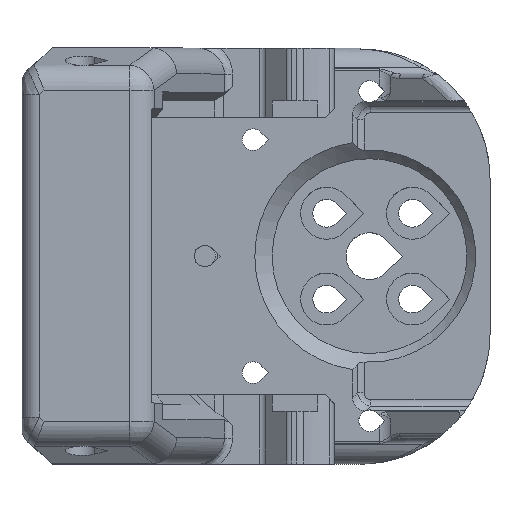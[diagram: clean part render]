
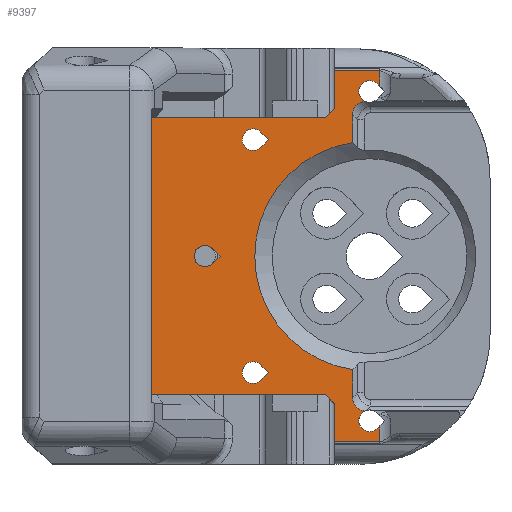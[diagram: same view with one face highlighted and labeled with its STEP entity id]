
A CAD part, top view. The second image highlights one B-rep face of the part: STEP entity #9397.
In plain terms, the highlighted planar face has unit normal (0, 0, 1).
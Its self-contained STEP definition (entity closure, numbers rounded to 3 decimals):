
#183=ELLIPSE('',#9945,3.104,2.);
#184=ELLIPSE('',#9948,3.104,2.);
#657=FACE_BOUND('',#1537,.T.);
#658=FACE_BOUND('',#1538,.T.);
#659=FACE_BOUND('',#1539,.T.);
#753=PLANE('',#9943);
#1018=FACE_OUTER_BOUND('',#1536,.T.);
#1536=EDGE_LOOP('',(#6564,#6565,#6566,#6567,#6568,#6569,#6570,#6571,#6572,
#6573,#6574,#6575,#6576,#6577,#6578,#6579,#6580,#6581,#6582,#6583,#6584));
#1537=EDGE_LOOP('',(#6585,#6586,#6587));
#1538=EDGE_LOOP('',(#6588,#6589,#6590));
#1539=EDGE_LOOP('',(#6591,#6592,#6593));
#2139=LINE('',#12714,#3036);
#2145=LINE('',#12738,#3042);
#2146=LINE('',#12740,#3043);
#2147=LINE('',#12742,#3044);
#2148=LINE('',#12744,#3045);
#2149=LINE('',#12746,#3046);
#2150=LINE('',#12748,#3047);
#2151=LINE('',#12750,#3048);
#2152=LINE('',#12752,#3049);
#2153=LINE('',#12754,#3050);
#2154=LINE('',#12756,#3051);
#2155=LINE('',#12758,#3052);
#2156=LINE('',#12760,#3053);
#2157=LINE('',#12766,#3054);
#2158=LINE('',#12772,#3055);
#2159=LINE('',#12778,#3056);
#2160=LINE('',#12779,#3057);
#2161=LINE('',#12782,#3058);
#2162=LINE('',#12785,#3059);
#2163=LINE('',#12788,#3060);
#2164=LINE('',#12791,#3061);
#3036=VECTOR('',#10611,10.);
#3042=VECTOR('',#10625,10.);
#3043=VECTOR('',#10626,10.);
#3044=VECTOR('',#10627,1000.);
#3045=VECTOR('',#10628,1000.);
#3046=VECTOR('',#10629,1000.);
#3047=VECTOR('',#10630,1000.);
#3048=VECTOR('',#10631,1000.);
#3049=VECTOR('',#10632,1000.);
#3050=VECTOR('',#10633,10.);
#3051=VECTOR('',#10634,10.);
#3052=VECTOR('',#10635,10.);
#3053=VECTOR('',#10636,10.);
#3054=VECTOR('',#10641,10.);
#3055=VECTOR('',#10646,10.);
#3056=VECTOR('',#10651,10.);
#3057=VECTOR('',#10652,10.);
#3058=VECTOR('',#10653,10.);
#3059=VECTOR('',#10656,10.);
#3060=VECTOR('',#10657,10.);
#3061=VECTOR('',#10660,10.);
#3910=CIRCLE('',#9936,1.25);
#3912=CIRCLE('',#9944,1.25);
#3913=CIRCLE('',#9946,13.243);
#3914=CIRCLE('',#9947,13.243);
#3915=CIRCLE('',#9949,1.25);
#3916=CIRCLE('',#9950,1.25);
#3917=CIRCLE('',#9951,1.25);
#4094=VERTEX_POINT('',#12685);
#4100=VERTEX_POINT('',#12701);
#4104=VERTEX_POINT('',#12713);
#4110=VERTEX_POINT('',#12737);
#4111=VERTEX_POINT('',#12739);
#4112=VERTEX_POINT('',#12741);
#4113=VERTEX_POINT('',#12743);
#4114=VERTEX_POINT('',#12745);
#4115=VERTEX_POINT('',#12747);
#4116=VERTEX_POINT('',#12749);
#4117=VERTEX_POINT('',#12751);
#4118=VERTEX_POINT('',#12753);
#4119=VERTEX_POINT('',#12755);
#4120=VERTEX_POINT('',#12757);
#4121=VERTEX_POINT('',#12759);
#4122=VERTEX_POINT('',#12761);
#4123=VERTEX_POINT('',#12763);
#4124=VERTEX_POINT('',#12765);
#4125=VERTEX_POINT('',#12767);
#4126=VERTEX_POINT('',#12769);
#4127=VERTEX_POINT('',#12771);
#4128=VERTEX_POINT('',#12774);
#4129=VERTEX_POINT('',#12775);
#4130=VERTEX_POINT('',#12777);
#4131=VERTEX_POINT('',#12780);
#4132=VERTEX_POINT('',#12781);
#4133=VERTEX_POINT('',#12783);
#4134=VERTEX_POINT('',#12786);
#4135=VERTEX_POINT('',#12787);
#4136=VERTEX_POINT('',#12789);
#5061=EDGE_CURVE('',#4100,#4094,#3910,.T.);
#5066=EDGE_CURVE('',#4104,#4100,#2139,.T.);
#5075=EDGE_CURVE('',#4104,#4110,#2145,.F.);
#5076=EDGE_CURVE('',#4111,#4110,#2146,.T.);
#5077=EDGE_CURVE('',#4112,#4111,#2147,.T.);
#5078=EDGE_CURVE('',#4112,#4113,#2148,.T.);
#5079=EDGE_CURVE('',#4114,#4113,#2149,.T.);
#5080=EDGE_CURVE('',#4115,#4114,#2150,.T.);
#5081=EDGE_CURVE('',#4115,#4116,#2151,.T.);
#5082=EDGE_CURVE('',#4117,#4116,#2152,.T.);
#5083=EDGE_CURVE('',#4118,#4117,#2153,.T.);
#5084=EDGE_CURVE('',#4119,#4118,#2154,.T.);
#5085=EDGE_CURVE('',#4120,#4119,#2155,.T.);
#5086=EDGE_CURVE('',#4121,#4120,#2156,.T.);
#5087=EDGE_CURVE('',#4122,#4121,#3912,.T.);
#5088=EDGE_CURVE('',#4123,#4122,#183,.T.);
#5089=EDGE_CURVE('',#4123,#4124,#2157,.T.);
#5090=EDGE_CURVE('',#4124,#4125,#3913,.T.);
#5091=EDGE_CURVE('',#4125,#4126,#3914,.T.);
#5092=EDGE_CURVE('',#4126,#4127,#2158,.T.);
#5093=EDGE_CURVE('',#4094,#4127,#184,.T.);
#5094=EDGE_CURVE('',#4128,#4129,#3915,.T.);
#5095=EDGE_CURVE('',#4129,#4130,#2159,.T.);
#5096=EDGE_CURVE('',#4130,#4128,#2160,.T.);
#5097=EDGE_CURVE('',#4131,#4132,#2161,.T.);
#5098=EDGE_CURVE('',#4132,#4133,#3916,.T.);
#5099=EDGE_CURVE('',#4133,#4131,#2162,.T.);
#5100=EDGE_CURVE('',#4134,#4135,#2163,.T.);
#5101=EDGE_CURVE('',#4135,#4136,#3917,.T.);
#5102=EDGE_CURVE('',#4136,#4134,#2164,.T.);
#6564=ORIENTED_EDGE('',*,*,#5061,.F.);
#6565=ORIENTED_EDGE('',*,*,#5066,.F.);
#6566=ORIENTED_EDGE('',*,*,#5075,.T.);
#6567=ORIENTED_EDGE('',*,*,#5076,.F.);
#6568=ORIENTED_EDGE('',*,*,#5077,.F.);
#6569=ORIENTED_EDGE('',*,*,#5078,.T.);
#6570=ORIENTED_EDGE('',*,*,#5079,.F.);
#6571=ORIENTED_EDGE('',*,*,#5080,.F.);
#6572=ORIENTED_EDGE('',*,*,#5081,.T.);
#6573=ORIENTED_EDGE('',*,*,#5082,.F.);
#6574=ORIENTED_EDGE('',*,*,#5083,.F.);
#6575=ORIENTED_EDGE('',*,*,#5084,.F.);
#6576=ORIENTED_EDGE('',*,*,#5085,.F.);
#6577=ORIENTED_EDGE('',*,*,#5086,.F.);
#6578=ORIENTED_EDGE('',*,*,#5087,.F.);
#6579=ORIENTED_EDGE('',*,*,#5088,.F.);
#6580=ORIENTED_EDGE('',*,*,#5089,.T.);
#6581=ORIENTED_EDGE('',*,*,#5090,.T.);
#6582=ORIENTED_EDGE('',*,*,#5091,.T.);
#6583=ORIENTED_EDGE('',*,*,#5092,.T.);
#6584=ORIENTED_EDGE('',*,*,#5093,.F.);
#6585=ORIENTED_EDGE('',*,*,#5094,.T.);
#6586=ORIENTED_EDGE('',*,*,#5095,.T.);
#6587=ORIENTED_EDGE('',*,*,#5096,.T.);
#6588=ORIENTED_EDGE('',*,*,#5097,.T.);
#6589=ORIENTED_EDGE('',*,*,#5098,.T.);
#6590=ORIENTED_EDGE('',*,*,#5099,.T.);
#6591=ORIENTED_EDGE('',*,*,#5100,.T.);
#6592=ORIENTED_EDGE('',*,*,#5101,.T.);
#6593=ORIENTED_EDGE('',*,*,#5102,.T.);
#9397=ADVANCED_FACE('',(#1018,#657,#658,#659),#753,.T.);
#9936=AXIS2_PLACEMENT_3D('',#12703,#10600,#10601);
#9943=AXIS2_PLACEMENT_3D('',#12736,#10623,#10624);
#9944=AXIS2_PLACEMENT_3D('',#12762,#10637,#10638);
#9945=AXIS2_PLACEMENT_3D('',#12764,#10639,#10640);
#9946=AXIS2_PLACEMENT_3D('',#12768,#10642,#10643);
#9947=AXIS2_PLACEMENT_3D('',#12770,#10644,#10645);
#9948=AXIS2_PLACEMENT_3D('',#12773,#10647,#10648);
#9949=AXIS2_PLACEMENT_3D('',#12776,#10649,#10650);
#9950=AXIS2_PLACEMENT_3D('',#12784,#10654,#10655);
#9951=AXIS2_PLACEMENT_3D('',#12790,#10658,#10659);
#10600=DIRECTION('center_axis',(0.,0.,1.));
#10601=DIRECTION('ref_axis',(0.707,-0.707,0.));
#10611=DIRECTION('',(-0.707,0.707,0.));
#10623=DIRECTION('center_axis',(0.,0.,1.));
#10624=DIRECTION('ref_axis',(1.,0.,0.));
#10625=DIRECTION('',(0.,-1.,0.));
#10626=DIRECTION('',(1.,0.,0.));
#10627=DIRECTION('',(0.,1.,0.));
#10628=DIRECTION('',(-0.707,-0.707,0.));
#10629=DIRECTION('',(1.,0.,0.));
#10630=DIRECTION('',(0.,1.,0.));
#10631=DIRECTION('',(1.,0.,0.));
#10632=DIRECTION('',(-0.707,0.707,0.));
#10633=DIRECTION('',(0.,1.,0.));
#10634=DIRECTION('',(-1.,0.,0.));
#10635=DIRECTION('',(0.,-1.,0.));
#10636=DIRECTION('',(0.707,0.707,0.));
#10637=DIRECTION('center_axis',(0.,0.,1.));
#10638=DIRECTION('ref_axis',(0.707,-0.707,0.));
#10639=DIRECTION('center_axis',(0.,0.,1.));
#10640=DIRECTION('ref_axis',(-0.707,-0.707,0.));
#10641=DIRECTION('',(0.,1.,0.));
#10642=DIRECTION('center_axis',(0.,0.,-1.));
#10643=DIRECTION('ref_axis',(1.,0.,0.));
#10644=DIRECTION('center_axis',(0.,0.,-1.));
#10645=DIRECTION('ref_axis',(1.,0.,0.));
#10646=DIRECTION('',(0.,1.,0.));
#10647=DIRECTION('center_axis',(0.,0.,1.));
#10648=DIRECTION('ref_axis',(-0.707,0.707,0.));
#10649=DIRECTION('center_axis',(0.,0.,-1.));
#10650=DIRECTION('ref_axis',(0.707,-0.707,0.));
#10651=DIRECTION('',(0.707,-0.707,0.));
#10652=DIRECTION('',(-0.707,-0.707,0.));
#10653=DIRECTION('',(-0.707,-0.707,0.));
#10654=DIRECTION('center_axis',(0.,0.,-1.));
#10655=DIRECTION('ref_axis',(0.707,-0.707,0.));
#10656=DIRECTION('',(0.707,-0.707,0.));
#10657=DIRECTION('',(-0.707,-0.707,0.));
#10658=DIRECTION('center_axis',(0.,0.,-1.));
#10659=DIRECTION('ref_axis',(0.707,-0.707,0.));
#10660=DIRECTION('',(0.707,-0.707,0.));
#12685=CARTESIAN_POINT('',(19.638,17.838,11.));
#12701=CARTESIAN_POINT('',(20.984,19.884,11.));
#12703=CARTESIAN_POINT('Origin',(20.1,19.,11.));
#12713=CARTESIAN_POINT('',(21.276,19.592,11.));
#12714=CARTESIAN_POINT('',(21.151,19.717,11.));
#12736=CARTESIAN_POINT('Origin',(0.,0.,11.));
#12737=CARTESIAN_POINT('',(21.276,21.396,11.));
#12738=CARTESIAN_POINT('',(21.276,8.95,11.));
#12739=CARTESIAN_POINT('',(16.,21.396,11.));
#12740=CARTESIAN_POINT('',(-35.,21.396,11.));
#12741=CARTESIAN_POINT('',(16.,17.,11.));
#12742=CARTESIAN_POINT('',(16.,24.,11.));
#12743=CARTESIAN_POINT('',(15.,16.,11.));
#12744=CARTESIAN_POINT('',(16.,17.,11.));
#12745=CARTESIAN_POINT('',(-15.,16.,11.));
#12746=CARTESIAN_POINT('',(-25.385,16.,11.));
#12747=CARTESIAN_POINT('',(-15.,-16.,11.));
#12748=CARTESIAN_POINT('',(-15.,0.,11.));
#12749=CARTESIAN_POINT('',(15.,-16.,11.));
#12750=CARTESIAN_POINT('',(-25.385,-16.,11.));
#12751=CARTESIAN_POINT('',(16.,-17.,11.));
#12752=CARTESIAN_POINT('',(16.,-17.,11.));
#12753=CARTESIAN_POINT('',(16.,-21.396,11.));
#12754=CARTESIAN_POINT('',(16.,-12.,11.));
#12755=CARTESIAN_POINT('',(21.276,-21.396,11.));
#12756=CARTESIAN_POINT('',(-35.,-21.396,11.));
#12757=CARTESIAN_POINT('',(21.276,-19.592,11.));
#12758=CARTESIAN_POINT('',(21.276,-8.95,11.));
#12759=CARTESIAN_POINT('',(20.984,-19.884,11.));
#12760=CARTESIAN_POINT('',(20.709,-20.159,11.));
#12761=CARTESIAN_POINT('',(19.638,-17.838,11.));
#12762=CARTESIAN_POINT('Origin',(20.1,-19.,11.));
#12763=CARTESIAN_POINT('',(18.161,-16.307,11.));
#12764=CARTESIAN_POINT('Origin',(20.772,-15.228,11.));
#12765=CARTESIAN_POINT('',(18.161,-13.1,11.));
#12766=CARTESIAN_POINT('',(18.161,0.,11.));
#12767=CARTESIAN_POINT('',(6.857,0.,11.));
#12768=CARTESIAN_POINT('Origin',(20.1,0.,11.));
#12769=CARTESIAN_POINT('',(18.161,13.1,11.));
#12770=CARTESIAN_POINT('Origin',(20.1,0.,11.));
#12771=CARTESIAN_POINT('',(18.161,16.307,11.));
#12772=CARTESIAN_POINT('',(18.161,0.,11.));
#12773=CARTESIAN_POINT('Origin',(20.772,15.228,11.));
#12774=CARTESIAN_POINT('',(1.984,-0.884,11.));
#12775=CARTESIAN_POINT('',(1.984,0.884,11.));
#12776=CARTESIAN_POINT('Origin',(1.1,0.,11.));
#12777=CARTESIAN_POINT('',(2.868,0.,11.));
#12778=CARTESIAN_POINT('',(2.151,0.717,11.));
#12779=CARTESIAN_POINT('',(1.709,-1.159,11.));
#12780=CARTESIAN_POINT('',(8.433,-13.435,11.));
#12781=CARTESIAN_POINT('',(7.549,-14.319,11.));
#12782=CARTESIAN_POINT('',(7.274,-14.594,11.));
#12783=CARTESIAN_POINT('',(7.549,-12.551,11.));
#12784=CARTESIAN_POINT('Origin',(6.665,-13.435,11.));
#12785=CARTESIAN_POINT('',(7.716,-12.718,11.));
#12786=CARTESIAN_POINT('',(8.433,13.435,11.));
#12787=CARTESIAN_POINT('',(7.549,12.551,11.));
#12788=CARTESIAN_POINT('',(7.274,12.276,11.));
#12789=CARTESIAN_POINT('',(7.549,14.319,11.));
#12790=CARTESIAN_POINT('Origin',(6.665,13.435,11.));
#12791=CARTESIAN_POINT('',(7.716,14.152,11.));
